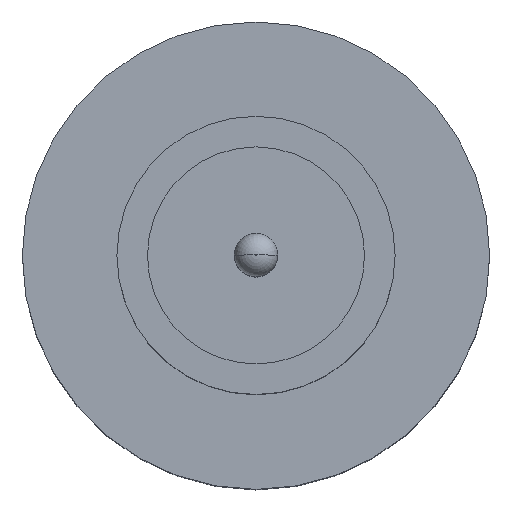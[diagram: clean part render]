
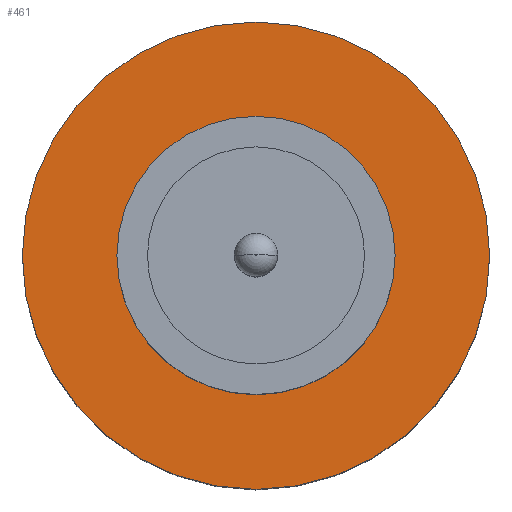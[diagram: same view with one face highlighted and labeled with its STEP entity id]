
A CAD part, top view. The second image highlights one B-rep face of the part: STEP entity #461.
In plain terms, the highlighted planar face has unit normal (0, 0, 1).
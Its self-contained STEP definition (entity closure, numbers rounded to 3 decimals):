
#18 = DIRECTION ( 'NONE',  ( 1., 0., 0. ) ) ;
#83 = CARTESIAN_POINT ( 'NONE',  ( 0., 0., 1.55 ) ) ;
#88 = CARTESIAN_POINT ( 'NONE',  ( 0., 0., 1.55 ) ) ;
#119 = EDGE_LOOP ( 'NONE', ( #437, #394 ) ) ;
#135 = VERTEX_POINT ( 'NONE', #262 ) ;
#140 = ORIENTED_EDGE ( 'NONE', *, *, #975, .T. ) ;
#158 = EDGE_CURVE ( 'NONE', #900, #939, #673, .T. ) ;
#166 = CARTESIAN_POINT ( 'NONE',  ( 0., 0., 1.55 ) ) ;
#174 = CARTESIAN_POINT ( 'NONE',  ( 0., 0., 1.55 ) ) ;
#180 = AXIS2_PLACEMENT_3D ( 'NONE', #174, #338, #478 ) ;
#187 = DIRECTION ( 'NONE',  ( 1., 0., 0. ) ) ;
#195 = CARTESIAN_POINT ( 'NONE',  ( 0., 0., 1.55 ) ) ;
#262 = CARTESIAN_POINT ( 'NONE',  ( 2.1, 0., 1.55 ) ) ;
#264 = CARTESIAN_POINT ( 'NONE',  ( -1.25, 0., 1.55 ) ) ;
#286 = DIRECTION ( 'NONE',  ( 1., 0., 0. ) ) ;
#338 = DIRECTION ( 'NONE',  ( 0., 0., 1. ) ) ;
#394 = ORIENTED_EDGE ( 'NONE', *, *, #894, .F. ) ;
#397 = FACE_OUTER_BOUND ( 'NONE', #429, .T. ) ;
#424 = AXIS2_PLACEMENT_3D ( 'NONE', #88, #626, #187 ) ;
#425 = CARTESIAN_POINT ( 'NONE',  ( -2.1, 0., 1.55 ) ) ;
#429 = EDGE_LOOP ( 'NONE', ( #908, #140 ) ) ;
#437 = ORIENTED_EDGE ( 'NONE', *, *, #158, .F. ) ;
#461 = ADVANCED_FACE ( 'NONE', ( #648, #397 ), #922, .T. ) ;
#478 = DIRECTION ( 'NONE',  ( 1., 0., 0. ) ) ;
#511 = DIRECTION ( 'NONE',  ( 0., 0., 1. ) ) ;
#517 = CIRCLE ( 'NONE', #1008, 2.1 ) ;
#612 = DIRECTION ( 'NONE',  ( 0., 0., 1. ) ) ;
#626 = DIRECTION ( 'NONE',  ( 0., 0., 1. ) ) ;
#648 = FACE_BOUND ( 'NONE', #119, .T. ) ;
#673 = CIRCLE ( 'NONE', #180, 1.25 ) ;
#674 = EDGE_CURVE ( 'NONE', #990, #135, #517, .T. ) ;
#692 = CIRCLE ( 'NONE', #777, 2.1 ) ;
#760 = DIRECTION ( 'NONE',  ( 1., 0., 0. ) ) ;
#777 = AXIS2_PLACEMENT_3D ( 'NONE', #83, #930, #18 ) ;
#858 = CIRCLE ( 'NONE', #424, 1.25 ) ;
#864 = CARTESIAN_POINT ( 'NONE',  ( 1.25, 0., 1.55 ) ) ;
#894 = EDGE_CURVE ( 'NONE', #939, #900, #858, .T. ) ;
#898 = AXIS2_PLACEMENT_3D ( 'NONE', #166, #612, #760 ) ;
#900 = VERTEX_POINT ( 'NONE', #864 ) ;
#908 = ORIENTED_EDGE ( 'NONE', *, *, #674, .T. ) ;
#922 = PLANE ( 'NONE',  #898 ) ;
#930 = DIRECTION ( 'NONE',  ( 0., 0., 1. ) ) ;
#939 = VERTEX_POINT ( 'NONE', #264 ) ;
#975 = EDGE_CURVE ( 'NONE', #135, #990, #692, .T. ) ;
#990 = VERTEX_POINT ( 'NONE', #425 ) ;
#1008 = AXIS2_PLACEMENT_3D ( 'NONE', #195, #511, #286 ) ;
